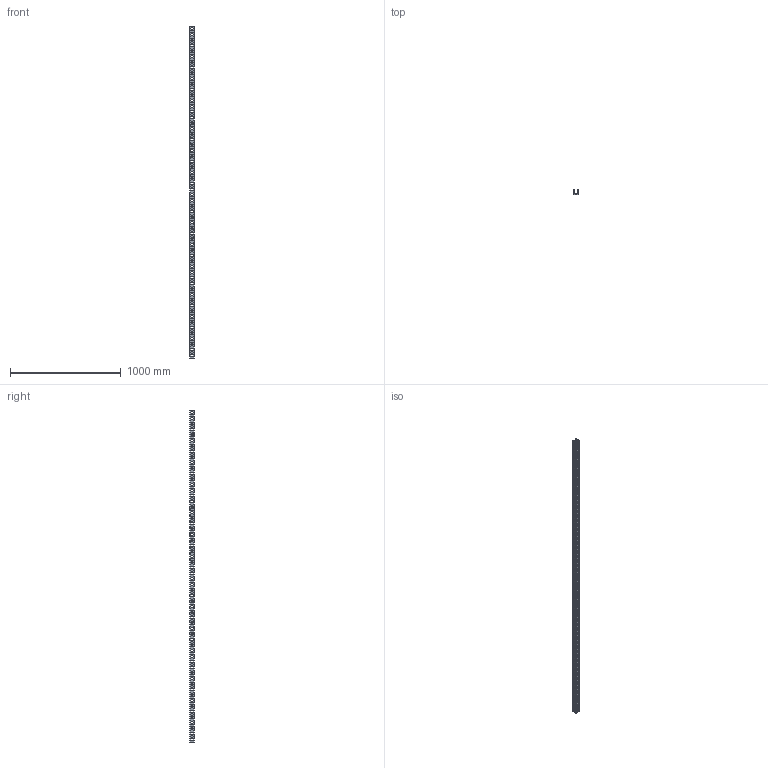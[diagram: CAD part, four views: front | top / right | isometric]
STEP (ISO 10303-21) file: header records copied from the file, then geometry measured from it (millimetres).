
FILE_DESCRIPTION (( 'STEP AP214' ), '1' );
FILE_NAME ('1122483_KSTP1.stp', '2018-08-03T08:21:58', ( '' ), ( '' ), 'SwSTEP 2.0', 'SolidWorks 2016', '' );
FILE_SCHEMA (( 'AUTOMOTIVE_DESIGN' ));
Length unit declared in the file: millimetre
Products named in the file (1): 1122483_KSTP1
Bounding box: 41 x 41 x 3000 mm (x, y, z)
Volume: 838307.8 mm3; surface area: 719043.7 mm2
Topology: 1 solids, 1 shells, 2285 faces, 5583 edges, 3706 vertices
Faces by surface type: cylinder 1348, plane 905, bspline 32
Entity records: 70215 total; most frequent: CARTESIAN_POINT 12983, DIRECTION 12723, ORIENTED_EDGE 11166, EDGE_CURVE 5583, AXIS2_PLACEMENT_3D 4950, VERTEX_POINT 3706, EDGE_LOOP 3051, VECTOR 2823
